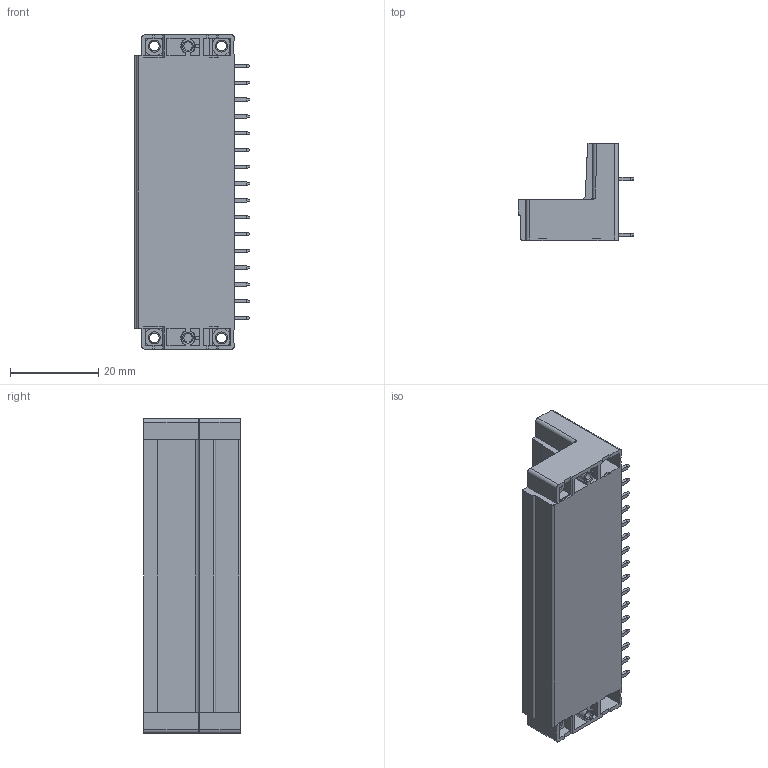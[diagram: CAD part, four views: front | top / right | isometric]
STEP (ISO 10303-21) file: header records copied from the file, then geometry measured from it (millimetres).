
FILE_DESCRIPTION((''),'2;1');
FILE_NAME('TLPHDW-105R-1','2024-09-24T11:07:35',('sheji109'),(''),'CREO PARAMETRIC BY PTC INC, 2018100','CREO PARAMETRIC BY PTC INC, 2018100','');
FILE_SCHEMA(('CONFIG_CONTROL_DESIGN'));
Products named in the file (1): TLPHDW-105R-1
Bounding box: 26.2 x 21.9 x 71.35 mm (x, y, z)
Volume: 15633.2 mm3; surface area: 17115.2 mm2
Topology: 1 solids, 1 shells, 2651 faces, 7173 edges, 4619 vertices
Faces by surface type: plane 2086, cylinder 507, cone 40, sphere 16, bspline 2
Entity records: 82412 total; most frequent: CARTESIAN_POINT 15179, ORIENTED_EDGE 14314, DIRECTION 13386, EDGE_CURVE 7157, VECTOR 5914, LINE 5914, VERTEX_POINT 4619, AXIS2_PLACEMENT_3D 3736
